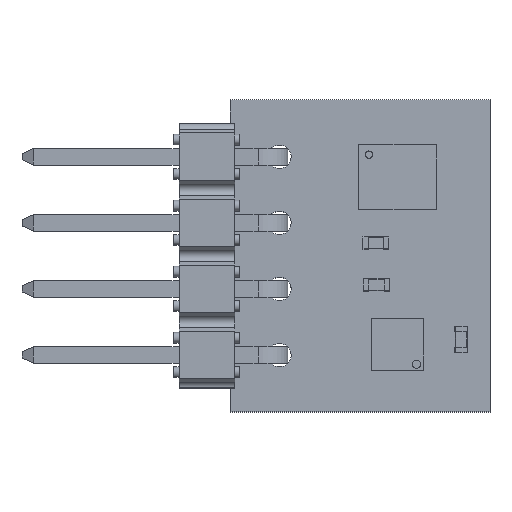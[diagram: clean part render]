
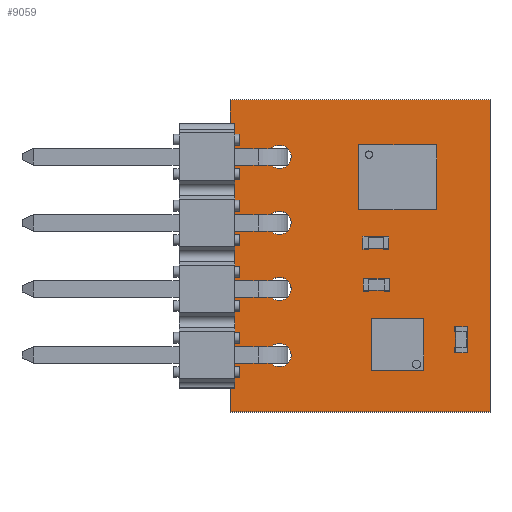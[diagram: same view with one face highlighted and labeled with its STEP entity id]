
A CAD part, top view. The second image highlights one B-rep face of the part: STEP entity #9059.
In plain terms, the highlighted planar face has unit normal (0, 0, 1).
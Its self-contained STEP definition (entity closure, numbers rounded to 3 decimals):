
#117=FACE_BOUND('',#3458,.T.);
#118=FACE_BOUND('',#3459,.T.);
#119=FACE_BOUND('',#3460,.T.);
#120=FACE_BOUND('',#3461,.T.);
#1046=LINE('',#14246,#2134);
#1050=LINE('',#14254,#2138);
#1052=LINE('',#14258,#2140);
#1056=LINE('',#14273,#2144);
#2134=VECTOR('',#11662,1.);
#2138=VECTOR('',#11668,1.);
#2140=VECTOR('',#11672,1.);
#2144=VECTOR('',#11688,1.);
#2883=FACE_OUTER_BOUND('',#3457,.T.);
#3457=EDGE_LOOP('',(#7449,#7450,#7451,#7452));
#3458=EDGE_LOOP('',(#7453));
#3459=EDGE_LOOP('',(#7454));
#3460=EDGE_LOOP('',(#7455));
#3461=EDGE_LOOP('',(#7456));
#3701=CIRCLE('',#9768,0.45);
#3702=CIRCLE('',#9769,0.45);
#3703=CIRCLE('',#9770,0.45);
#3704=CIRCLE('',#9771,0.45);
#4322=VERTEX_POINT('',#14243);
#4323=VERTEX_POINT('',#14245);
#4326=VERTEX_POINT('',#14252);
#4327=VERTEX_POINT('',#14257);
#4333=VERTEX_POINT('',#14274);
#4334=VERTEX_POINT('',#14276);
#4335=VERTEX_POINT('',#14278);
#4336=VERTEX_POINT('',#14280);
#5394=EDGE_CURVE('',#4322,#4323,#1046,.T.);
#5398=EDGE_CURVE('',#4326,#4322,#1050,.T.);
#5400=EDGE_CURVE('',#4323,#4327,#1052,.T.);
#5408=EDGE_CURVE('',#4327,#4326,#1056,.T.);
#5409=EDGE_CURVE('',#4333,#4333,#3701,.T.);
#5410=EDGE_CURVE('',#4334,#4334,#3702,.T.);
#5411=EDGE_CURVE('',#4335,#4335,#3703,.T.);
#5412=EDGE_CURVE('',#4336,#4336,#3704,.T.);
#7449=ORIENTED_EDGE('',*,*,#5394,.F.);
#7450=ORIENTED_EDGE('',*,*,#5398,.F.);
#7451=ORIENTED_EDGE('',*,*,#5408,.F.);
#7452=ORIENTED_EDGE('',*,*,#5400,.F.);
#7453=ORIENTED_EDGE('',*,*,#5409,.F.);
#7454=ORIENTED_EDGE('',*,*,#5410,.F.);
#7455=ORIENTED_EDGE('',*,*,#5411,.F.);
#7456=ORIENTED_EDGE('',*,*,#5412,.F.);
#8557=PLANE('',#9767);
#9059=ADVANCED_FACE('',(#2883,#117,#118,#119,#120),#8557,.F.);
#9767=AXIS2_PLACEMENT_3D('',#14272,#11686,#11687);
#9768=AXIS2_PLACEMENT_3D('',#14275,#11689,#11690);
#9769=AXIS2_PLACEMENT_3D('',#14277,#11691,#11692);
#9770=AXIS2_PLACEMENT_3D('',#14279,#11693,#11694);
#9771=AXIS2_PLACEMENT_3D('',#14281,#11695,#11696);
#11662=DIRECTION('',(-1.,0.,0.));
#11668=DIRECTION('',(0.,-1.,0.));
#11672=DIRECTION('',(0.,1.,0.));
#11686=DIRECTION('center_axis',(0.,0.,-1.));
#11687=DIRECTION('ref_axis',(-1.,0.,0.));
#11688=DIRECTION('',(1.,0.,0.));
#11689=DIRECTION('center_axis',(0.,0.,1.));
#11690=DIRECTION('ref_axis',(1.,0.,0.));
#11691=DIRECTION('center_axis',(0.,0.,1.));
#11692=DIRECTION('ref_axis',(1.,0.,0.));
#11693=DIRECTION('center_axis',(0.,0.,1.));
#11694=DIRECTION('ref_axis',(1.,0.,0.));
#11695=DIRECTION('center_axis',(0.,0.,1.));
#11696=DIRECTION('ref_axis',(1.,0.,0.));
#14243=CARTESIAN_POINT('',(130.6,-86.7,1.58));
#14245=CARTESIAN_POINT('',(120.6,-86.7,1.58));
#14246=CARTESIAN_POINT('',(130.6,-86.7,1.58));
#14252=CARTESIAN_POINT('',(130.6,-74.7,1.58));
#14254=CARTESIAN_POINT('',(130.6,-74.7,1.58));
#14257=CARTESIAN_POINT('',(120.6,-74.7,1.58));
#14258=CARTESIAN_POINT('',(120.6,-86.7,1.58));
#14272=CARTESIAN_POINT('Origin',(125.6,-80.7,1.58));
#14273=CARTESIAN_POINT('',(120.6,-74.7,1.58));
#14274=CARTESIAN_POINT('',(122.05,-84.51,1.58));
#14275=CARTESIAN_POINT('Origin',(122.5,-84.51,1.58));
#14276=CARTESIAN_POINT('',(122.05,-81.97,1.58));
#14277=CARTESIAN_POINT('Origin',(122.5,-81.97,1.58));
#14278=CARTESIAN_POINT('',(122.05,-79.43,1.58));
#14279=CARTESIAN_POINT('Origin',(122.5,-79.43,1.58));
#14280=CARTESIAN_POINT('',(122.05,-76.89,1.58));
#14281=CARTESIAN_POINT('Origin',(122.5,-76.89,1.58));
